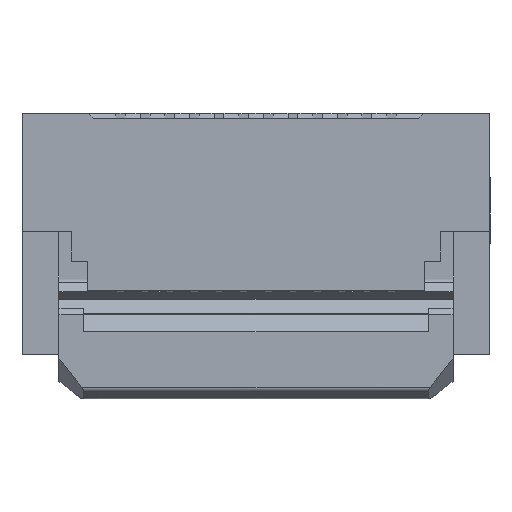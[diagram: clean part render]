
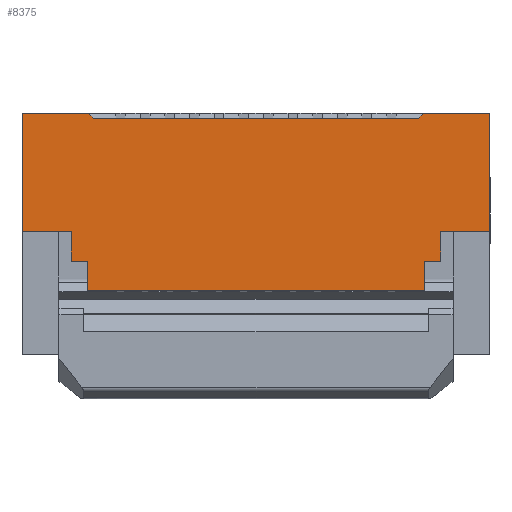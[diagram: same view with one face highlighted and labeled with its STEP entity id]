
A CAD part, front view. The second image highlights one B-rep face of the part: STEP entity #8375.
In plain terms, the highlighted planar face has unit normal (0, -1, 0).
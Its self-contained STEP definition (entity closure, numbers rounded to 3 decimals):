
#56 = CARTESIAN_POINT ( 'NONE',  ( 10., -1., 1.3 ) ) ;
#509 = DIRECTION ( 'NONE',  ( 1., 0., 0. ) ) ;
#831 = EDGE_CURVE ( 'NONE', #19005, #8829, #1941, .T. ) ;
#1647 = CARTESIAN_POINT ( 'NONE',  ( 6.75, -1., 4.9 ) ) ;
#1678 = LINE ( 'NONE', #24629, #2010 ) ;
#1941 = LINE ( 'NONE', #30614, #20740 ) ;
#2010 = VECTOR ( 'NONE', #11791, 1000. ) ;
#2332 = EDGE_CURVE ( 'NONE', #27375, #32649, #32054, .T. ) ;
#3129 = CARTESIAN_POINT ( 'NONE',  ( -6.75, -1., 4.9 ) ) ;
#3169 = EDGE_CURVE ( 'NONE', #14020, #5312, #15399, .T. ) ;
#3796 = EDGE_CURVE ( 'NONE', #14651, #6427, #8665, .T. ) ;
#4787 = DIRECTION ( 'NONE',  ( 0., 0., -1. ) ) ;
#5067 = EDGE_CURVE ( 'NONE', #5312, #6174, #12574, .T. ) ;
#5147 = CARTESIAN_POINT ( 'NONE',  ( -1.411, -1., 1.3 ) ) ;
#5150 = VERTEX_POINT ( 'NONE', #20846 ) ;
#5312 = VERTEX_POINT ( 'NONE', #31637 ) ;
#5775 = VECTOR ( 'NONE', #31635, 1000. ) ;
#5867 = LINE ( 'NONE', #16139, #12475 ) ;
#6174 = VERTEX_POINT ( 'NONE', #14959 ) ;
#6427 = VERTEX_POINT ( 'NONE', #27229 ) ;
#6448 = VERTEX_POINT ( 'NONE', #17601 ) ;
#6682 = CARTESIAN_POINT ( 'NONE',  ( 5.3, -1., 4.8 ) ) ;
#7254 = EDGE_CURVE ( 'NONE', #7697, #32649, #8046, .T. ) ;
#7613 = LINE ( 'NONE', #30420, #16401 ) ;
#7697 = VERTEX_POINT ( 'NONE', #28226 ) ;
#7710 = ORIENTED_EDGE ( 'NONE', *, *, #3169, .F. ) ;
#7730 = DIRECTION ( 'NONE',  ( 0., 0., -1. ) ) ;
#8046 = LINE ( 'NONE', #15493, #11861 ) ;
#8177 = DIRECTION ( 'NONE',  ( 0., 0., 1. ) ) ;
#8274 = EDGE_CURVE ( 'NONE', #27103, #6427, #32318, .T. ) ;
#8374 = CARTESIAN_POINT ( 'NONE',  ( 6.75, -1., 2.5 ) ) ;
#8375 = ADVANCED_FACE ( 'NONE', ( #30628 ), #23034, .F. ) ;
#8665 = LINE ( 'NONE', #24369, #5775 ) ;
#8829 = VERTEX_POINT ( 'NONE', #8374 ) ;
#8980 = CARTESIAN_POINT ( 'NONE',  ( -2.75, -1., 2.5 ) ) ;
#9539 = VECTOR ( 'NONE', #13562, 1000. ) ;
#10030 = DIRECTION ( 'NONE',  ( 0., 0., 1. ) ) ;
#10183 = CARTESIAN_POINT ( 'NONE',  ( -1.75, -1., 1.9 ) ) ;
#10239 = CARTESIAN_POINT ( 'NONE',  ( 5.75, -1., 2.5 ) ) ;
#10561 = ORIENTED_EDGE ( 'NONE', *, *, #24780, .F. ) ;
#10629 = VECTOR ( 'NONE', #14035, 1000. ) ;
#10692 = LINE ( 'NONE', #3129, #9539 ) ;
#11003 = ORIENTED_EDGE ( 'NONE', *, *, #8274, .T. ) ;
#11007 = CARTESIAN_POINT ( 'NONE',  ( -1.75, -1., 2.5 ) ) ;
#11048 = ORIENTED_EDGE ( 'NONE', *, *, #21791, .F. ) ;
#11346 = CARTESIAN_POINT ( 'NONE',  ( -1.3, -1., 4.8 ) ) ;
#11791 = DIRECTION ( 'NONE',  ( -0.707, 0., 0.707 ) ) ;
#11861 = VECTOR ( 'NONE', #7730, 1000. ) ;
#12475 = VECTOR ( 'NONE', #26609, 1000. ) ;
#12574 = LINE ( 'NONE', #5147, #16806 ) ;
#13088 = DIRECTION ( 'NONE',  ( 1., 0., 0. ) ) ;
#13230 = VERTEX_POINT ( 'NONE', #32990 ) ;
#13562 = DIRECTION ( 'NONE',  ( 1., 0., 0. ) ) ;
#14020 = VERTEX_POINT ( 'NONE', #30706 ) ;
#14035 = DIRECTION ( 'NONE',  ( 1., 0., 0. ) ) ;
#14272 = CARTESIAN_POINT ( 'NONE',  ( 5.411, -1., 1.9 ) ) ;
#14411 = CARTESIAN_POINT ( 'NONE',  ( -1.75, -1., 2.5 ) ) ;
#14576 = CARTESIAN_POINT ( 'NONE',  ( 5.4, -1., 4.9 ) ) ;
#14616 = VECTOR ( 'NONE', #22203, 1000. ) ;
#14651 = VERTEX_POINT ( 'NONE', #11346 ) ;
#14959 = CARTESIAN_POINT ( 'NONE',  ( -1.411, -1., 1.9 ) ) ;
#15383 = EDGE_CURVE ( 'NONE', #27375, #27200, #22847, .T. ) ;
#15399 = LINE ( 'NONE', #56, #22958 ) ;
#15419 = ORIENTED_EDGE ( 'NONE', *, *, #32470, .T. ) ;
#15493 = CARTESIAN_POINT ( 'NONE',  ( -2.75, -1., 4.9 ) ) ;
#15759 = VECTOR ( 'NONE', #13088, 1000. ) ;
#16139 = CARTESIAN_POINT ( 'NONE',  ( -1.75, -1., 1.9 ) ) ;
#16401 = VECTOR ( 'NONE', #25513, 1000. ) ;
#16775 = ORIENTED_EDGE ( 'NONE', *, *, #32821, .T. ) ;
#16806 = VECTOR ( 'NONE', #8177, 1000. ) ;
#17601 = CARTESIAN_POINT ( 'NONE',  ( 5.75, -1., 1.9 ) ) ;
#17689 = DIRECTION ( 'NONE',  ( -1., 0., 0. ) ) ;
#18126 = ORIENTED_EDGE ( 'NONE', *, *, #7254, .T. ) ;
#18497 = LINE ( 'NONE', #10239, #23021 ) ;
#18784 = ORIENTED_EDGE ( 'NONE', *, *, #5067, .F. ) ;
#18995 = ORIENTED_EDGE ( 'NONE', *, *, #19432, .T. ) ;
#19005 = VERTEX_POINT ( 'NONE', #1647 ) ;
#19432 = EDGE_CURVE ( 'NONE', #14020, #21576, #7613, .T. ) ;
#19577 = ORIENTED_EDGE ( 'NONE', *, *, #2332, .F. ) ;
#20740 = VECTOR ( 'NONE', #4787, 1000. ) ;
#20846 = CARTESIAN_POINT ( 'NONE',  ( -1.4, -1., 4.9 ) ) ;
#21111 = CARTESIAN_POINT ( 'NONE',  ( 5.75, -1., 2.5 ) ) ;
#21576 = VERTEX_POINT ( 'NONE', #14272 ) ;
#21791 = EDGE_CURVE ( 'NONE', #27103, #19005, #10692, .T. ) ;
#22203 = DIRECTION ( 'NONE',  ( -0.707, 0., -0.707 ) ) ;
#22543 = CARTESIAN_POINT ( 'NONE',  ( -2.75, -1., 4.9 ) ) ;
#22847 = LINE ( 'NONE', #14411, #30204 ) ;
#22958 = VECTOR ( 'NONE', #33288, 1000. ) ;
#23021 = VECTOR ( 'NONE', #23242, 1000. ) ;
#23034 = PLANE ( 'NONE',  #31315 ) ;
#23242 = DIRECTION ( 'NONE',  ( 0., 0., -1. ) ) ;
#23345 = EDGE_CURVE ( 'NONE', #7697, #5150, #25596, .T. ) ;
#23630 = LINE ( 'NONE', #21111, #31399 ) ;
#24194 = ORIENTED_EDGE ( 'NONE', *, *, #33115, .F. ) ;
#24369 = CARTESIAN_POINT ( 'NONE',  ( -1.3, -1., 4.8 ) ) ;
#24629 = CARTESIAN_POINT ( 'NONE',  ( -1.3, -1., 4.8 ) ) ;
#24780 = EDGE_CURVE ( 'NONE', #13230, #6448, #18497, .T. ) ;
#25137 = EDGE_CURVE ( 'NONE', #14651, #5150, #1678, .T. ) ;
#25475 = CARTESIAN_POINT ( 'NONE',  ( -1.75, -1., 2.5 ) ) ;
#25513 = DIRECTION ( 'NONE',  ( 0., 0., 1. ) ) ;
#25596 = LINE ( 'NONE', #31943, #10629 ) ;
#25756 = CARTESIAN_POINT ( 'NONE',  ( 5.75, -1., 1.9 ) ) ;
#26609 = DIRECTION ( 'NONE',  ( -1., 0., 0. ) ) ;
#27103 = VERTEX_POINT ( 'NONE', #14576 ) ;
#27200 = VERTEX_POINT ( 'NONE', #10183 ) ;
#27229 = CARTESIAN_POINT ( 'NONE',  ( 5.3, -1., 4.8 ) ) ;
#27375 = VERTEX_POINT ( 'NONE', #11007 ) ;
#27400 = DIRECTION ( 'NONE',  ( 0., 0., -1. ) ) ;
#27754 = DIRECTION ( 'NONE',  ( 0., 1., 0. ) ) ;
#28075 = ORIENTED_EDGE ( 'NONE', *, *, #831, .F. ) ;
#28226 = CARTESIAN_POINT ( 'NONE',  ( -2.75, -1., 4.9 ) ) ;
#28392 = ORIENTED_EDGE ( 'NONE', *, *, #25137, .T. ) ;
#28893 = ORIENTED_EDGE ( 'NONE', *, *, #3796, .F. ) ;
#28987 = EDGE_LOOP ( 'NONE', ( #7710, #18995, #15419, #10561, #16775, #28075, #11048, #11003, #28893, #28392, #31783, #18126, #19577, #31546, #24194, #18784 ) ) ;
#30204 = VECTOR ( 'NONE', #27400, 1000. ) ;
#30420 = CARTESIAN_POINT ( 'NONE',  ( 5.411, -1., 1.3 ) ) ;
#30614 = CARTESIAN_POINT ( 'NONE',  ( 6.75, -1., 4.9 ) ) ;
#30628 = FACE_OUTER_BOUND ( 'NONE', #28987, .T. ) ;
#30706 = CARTESIAN_POINT ( 'NONE',  ( 5.411, -1., 1.3 ) ) ;
#30988 = VECTOR ( 'NONE', #17689, 1000. ) ;
#31315 = AXIS2_PLACEMENT_3D ( 'NONE', #22543, #27754, #10030 ) ;
#31399 = VECTOR ( 'NONE', #509, 1000. ) ;
#31546 = ORIENTED_EDGE ( 'NONE', *, *, #15383, .T. ) ;
#31635 = DIRECTION ( 'NONE',  ( 1., 0., 0. ) ) ;
#31637 = CARTESIAN_POINT ( 'NONE',  ( -1.411, -1., 1.3 ) ) ;
#31783 = ORIENTED_EDGE ( 'NONE', *, *, #23345, .F. ) ;
#31943 = CARTESIAN_POINT ( 'NONE',  ( -2.75, -1., 4.9 ) ) ;
#32054 = LINE ( 'NONE', #25475, #30988 ) ;
#32318 = LINE ( 'NONE', #6682, #14616 ) ;
#32470 = EDGE_CURVE ( 'NONE', #21576, #6448, #33335, .T. ) ;
#32649 = VERTEX_POINT ( 'NONE', #8980 ) ;
#32821 = EDGE_CURVE ( 'NONE', #13230, #8829, #23630, .T. ) ;
#32990 = CARTESIAN_POINT ( 'NONE',  ( 5.75, -1., 2.5 ) ) ;
#33115 = EDGE_CURVE ( 'NONE', #6174, #27200, #5867, .T. ) ;
#33288 = DIRECTION ( 'NONE',  ( -1., 0., 0. ) ) ;
#33335 = LINE ( 'NONE', #25756, #15759 ) ;
